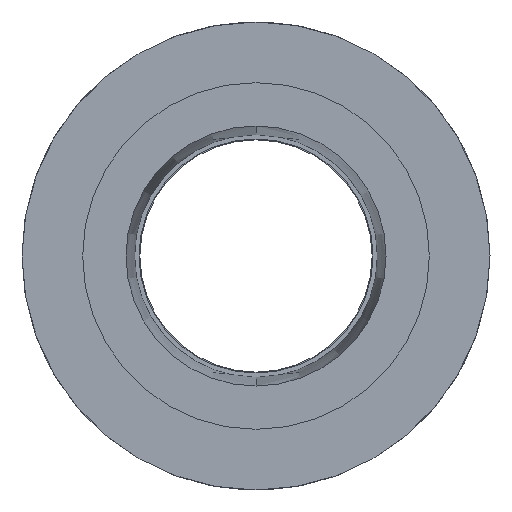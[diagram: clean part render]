
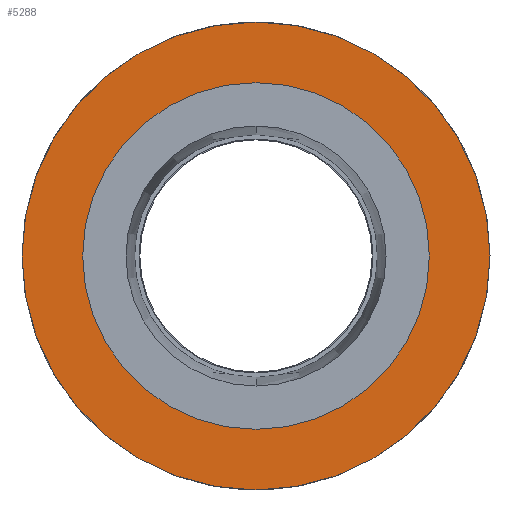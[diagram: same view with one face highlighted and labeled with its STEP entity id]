
A CAD part, front view. The second image highlights one B-rep face of the part: STEP entity #5288.
In plain terms, the highlighted planar face has unit normal (0, -1, 0).
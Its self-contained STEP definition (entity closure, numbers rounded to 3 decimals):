
#3068=CARTESIAN_POINT('',(0.,9.,0.));
#3069=DIRECTION('',(0.,1.,0.));
#3070=DIRECTION('',(0.,0.,1.));
#3071=AXIS2_PLACEMENT_3D('',#3068,#3069,#3070);
#3082=CARTESIAN_POINT('',(0.,9.,0.));
#3083=DIRECTION('',(0.,1.,0.));
#3084=DIRECTION('',(0.,0.,-1.));
#3085=AXIS2_PLACEMENT_3D('',#3082,#3083,#3084);
#3096=CARTESIAN_POINT('',(0.,9.,0.));
#3097=DIRECTION('',(0.,-1.,0.));
#3098=DIRECTION('',(0.,0.,-1.));
#3099=AXIS2_PLACEMENT_3D('',#3096,#3097,#3098);
#3101=CARTESIAN_POINT('',(0.,9.,0.));
#3102=DIRECTION('',(0.,-1.,0.));
#3103=DIRECTION('',(0.,0.,1.));
#3104=AXIS2_PLACEMENT_3D('',#3101,#3102,#3103);
#4364=CARTESIAN_POINT('',(0.,9.,13.5));
#4365=CARTESIAN_POINT('',(0.,9.,-13.5));
#4366=VERTEX_POINT('',#4364);
#4367=VERTEX_POINT('',#4365);
#4647=CARTESIAN_POINT('',(0.,9.,10.));
#4648=CARTESIAN_POINT('',(0.,9.,-10.));
#4649=VERTEX_POINT('',#4647);
#4650=VERTEX_POINT('',#4648);
#5275=CARTESIAN_POINT('',(9.4,9.,0.));
#5276=DIRECTION('',(0.,-1.,0.));
#5277=DIRECTION('',(0.,0.,-1.));
#5278=AXIS2_PLACEMENT_3D('',#5275,#5276,#5277);
#5279=PLANE('',#5278);
#5280=ORIENTED_EDGE('',*,*,#4821,.F.);
#5281=ORIENTED_EDGE('',*,*,#4758,.F.);
#5282=EDGE_LOOP('',(#5280,#5281));
#5283=FACE_OUTER_BOUND('',#5282,.F.);
#5284=ORIENTED_EDGE('',*,*,#5254,.F.);
#5285=ORIENTED_EDGE('',*,*,#5268,.F.);
#5286=EDGE_LOOP('',(#5284,#5285));
#5287=FACE_BOUND('',#5286,.F.);
#5288=ADVANCED_FACE('',(#5283,#5287),#5279,.T.);
#3072=CIRCLE('',#3071,10.);
#3086=CIRCLE('',#3085,10.);
#3100=CIRCLE('',#3099,13.5);
#3105=CIRCLE('',#3104,13.5);
#4758=EDGE_CURVE('',#4366,#4367,#3105,.T.);
#4821=EDGE_CURVE('',#4367,#4366,#3100,.T.);
#5254=EDGE_CURVE('',#4649,#4650,#3072,.T.);
#5268=EDGE_CURVE('',#4650,#4649,#3086,.T.);
